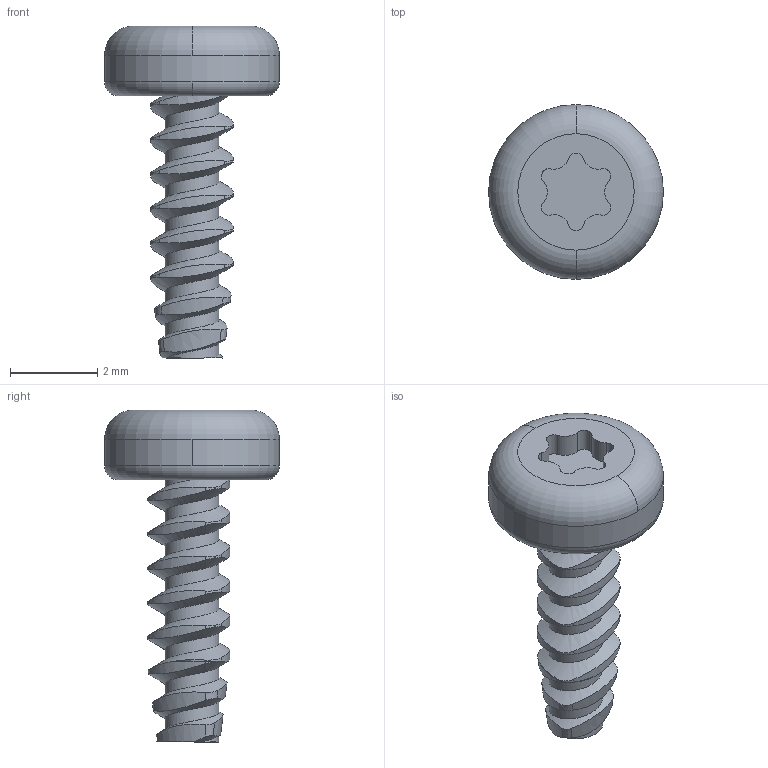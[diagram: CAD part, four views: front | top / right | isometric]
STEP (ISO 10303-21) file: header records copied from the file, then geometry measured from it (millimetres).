
FILE_DESCRIPTION (( 'STEP AP203' ), '1' );
FILE_NAME ('99397A224.step', '2013-03-12T19:14:32', ( 'Admin' ), ( 'Microsoft' ), 'SwSTEP 2.0', 'SolidWorks 2012', '' );
FILE_SCHEMA (( 'CONFIG_CONTROL_DESIGN' ));
Length unit declared in the file: millimetre
Products named in the file (1): 99397A224
Bounding box: 4 x 4 x 7.6 mm (x, y, z)
Volume: 28.3 mm3; surface area: 82.2 mm2
Topology: 1 solids, 1 shells, 86 faces, 244 edges, 162 vertices
Faces by surface type: cylinder 56, cone 19, torus 4, plane 4, bspline 3
Entity records: 4604 total; most frequent: CARTESIAN_POINT 2479, ORIENTED_EDGE 488, DIRECTION 351, EDGE_CURVE 244, VERTEX_POINT 162, AXIS2_PLACEMENT_3D 139, B_SPLINE_CURVE_WITH_KNOTS 114, EDGE_LOOP 88
